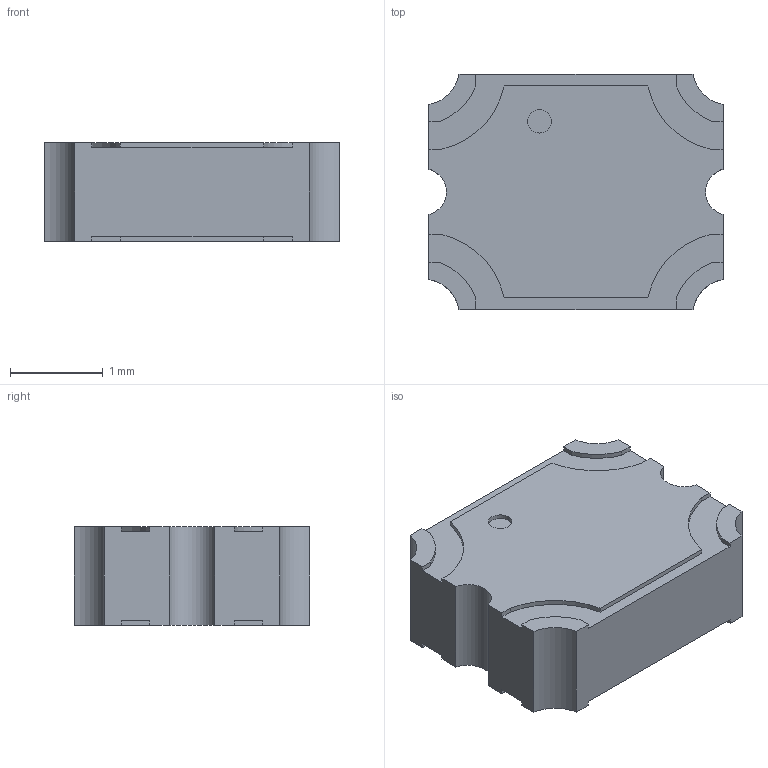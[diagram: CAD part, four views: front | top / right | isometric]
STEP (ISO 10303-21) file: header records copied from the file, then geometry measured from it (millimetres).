
FILE_DESCRIPTION (( 'STEP AP203' ), '1' );
FILE_NAME ('X4C30K1-20S.STEP', '2025-02-10T16:03:03', ( '' ), ( '' ), 'SwSTEP 2.0', 'SolidWorks 2023', '' );
FILE_SCHEMA (( 'CONFIG_CONTROL_DESIGN' ));
Length unit declared in the file: inch
Products named in the file (1): X4C30K1-20S
Bounding box: 3.17 x 2.54 x 1.07 mm (x, y, z)
Volume: 7.9 mm3; surface area: 27.9 mm2
Topology: 1 solids, 1 shells, 73 faces, 207 edges, 138 vertices
Faces by surface type: plane 54, cylinder 19
Entity records: 2438 total; most frequent: CARTESIAN_POINT 419, ORIENTED_EDGE 414, DIRECTION 393, EDGE_CURVE 207, LINE 169, VECTOR 169, VERTEX_POINT 138, AXIS2_PLACEMENT_3D 112
